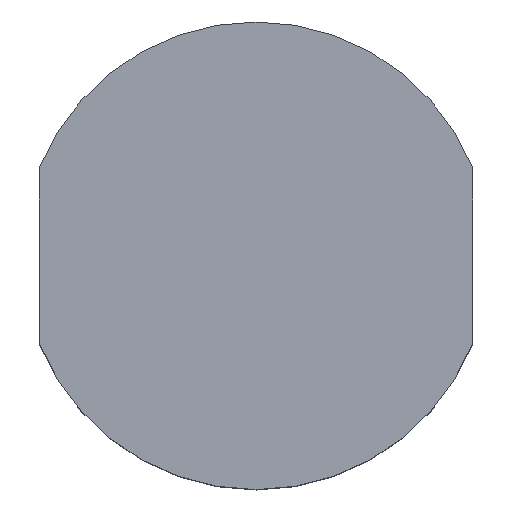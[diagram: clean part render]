
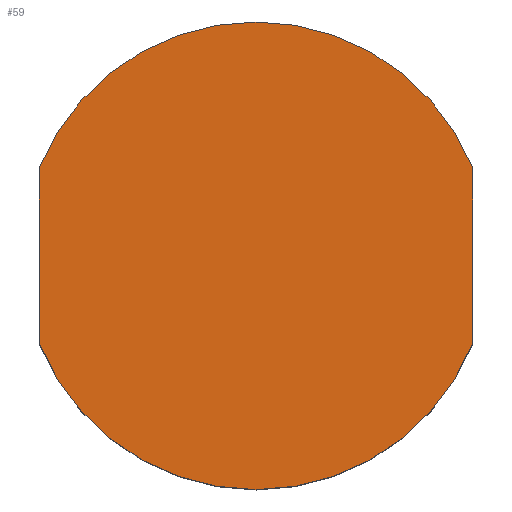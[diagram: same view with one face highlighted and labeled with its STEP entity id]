
A CAD part, top view. The second image highlights one B-rep face of the part: STEP entity #59.
In plain terms, the highlighted planar face has unit normal (0, 0, 1).
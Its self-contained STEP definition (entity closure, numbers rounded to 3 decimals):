
#5 = AXIS2_PLACEMENT_3D ( 'NONE', #196, #35, #271 ) ;
#11 = FACE_OUTER_BOUND ( 'NONE', #218, .T. ) ;
#29 = VERTEX_POINT ( 'NONE', #39 ) ;
#34 = CARTESIAN_POINT ( 'NONE',  ( -4.924, -2., 0. ) ) ;
#35 = DIRECTION ( 'NONE',  ( 0., 0., 1. ) ) ;
#39 = CARTESIAN_POINT ( 'NONE',  ( 4.924, 2., 0. ) ) ;
#40 = ORIENTED_EDGE ( 'NONE', *, *, #208, .T. ) ;
#48 = CARTESIAN_POINT ( 'NONE',  ( -4.924, 0., 0. ) ) ;
#59 = ADVANCED_FACE ( 'NONE', ( #11 ), #95, .T. ) ;
#66 = VERTEX_POINT ( 'NONE', #277 ) ;
#82 = VERTEX_POINT ( 'NONE', #34 ) ;
#84 = VECTOR ( 'NONE', #306, 1000. ) ;
#95 = PLANE ( 'NONE',  #266 ) ;
#99 = CIRCLE ( 'NONE', #5, 5.315 ) ;
#106 = DIRECTION ( 'NONE',  ( 0., 0., 1. ) ) ;
#125 = DIRECTION ( 'NONE',  ( 1., 0., 0. ) ) ;
#164 = VERTEX_POINT ( 'NONE', #340 ) ;
#166 = LINE ( 'NONE', #324, #176 ) ;
#171 = AXIS2_PLACEMENT_3D ( 'NONE', #260, #106, #125 ) ;
#172 = EDGE_CURVE ( 'NONE', #29, #66, #166, .T. ) ;
#173 = DIRECTION ( 'NONE',  ( 1., 0., 0. ) ) ;
#176 = VECTOR ( 'NONE', #256, 1000. ) ;
#196 = CARTESIAN_POINT ( 'NONE',  ( 0., 0., 0. ) ) ;
#197 = DIRECTION ( 'NONE',  ( 0., 0., 1. ) ) ;
#208 = EDGE_CURVE ( 'NONE', #29, #164, #99, .T. ) ;
#217 = ORIENTED_EDGE ( 'NONE', *, *, #312, .T. ) ;
#218 = EDGE_LOOP ( 'NONE', ( #327, #40, #217, #291 ) ) ;
#228 = CARTESIAN_POINT ( 'NONE',  ( 0., 0., 0. ) ) ;
#256 = DIRECTION ( 'NONE',  ( 0., -1., 0. ) ) ;
#260 = CARTESIAN_POINT ( 'NONE',  ( 0., 0., 0. ) ) ;
#266 = AXIS2_PLACEMENT_3D ( 'NONE', #228, #197, #173 ) ;
#271 = DIRECTION ( 'NONE',  ( 1., 0., 0. ) ) ;
#277 = CARTESIAN_POINT ( 'NONE',  ( 4.924, -2., 0. ) ) ;
#291 = ORIENTED_EDGE ( 'NONE', *, *, #326, .T. ) ;
#306 = DIRECTION ( 'NONE',  ( 0., -1., 0. ) ) ;
#312 = EDGE_CURVE ( 'NONE', #164, #82, #339, .T. ) ;
#313 = CIRCLE ( 'NONE', #171, 5.315 ) ;
#324 = CARTESIAN_POINT ( 'NONE',  ( 4.924, 0., 0. ) ) ;
#326 = EDGE_CURVE ( 'NONE', #82, #66, #313, .T. ) ;
#327 = ORIENTED_EDGE ( 'NONE', *, *, #172, .F. ) ;
#339 = LINE ( 'NONE', #48, #84 ) ;
#340 = CARTESIAN_POINT ( 'NONE',  ( -4.924, 2., 0. ) ) ;
